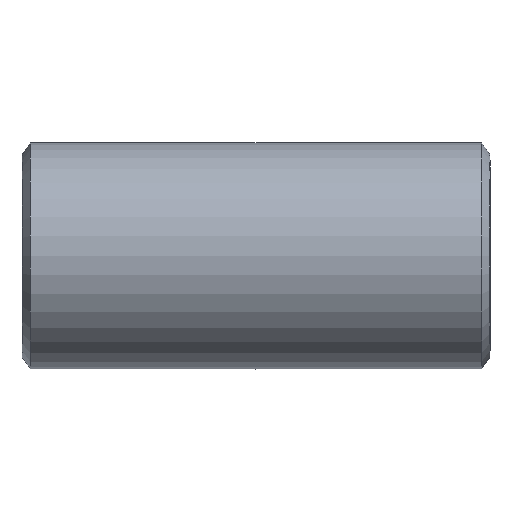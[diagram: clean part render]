
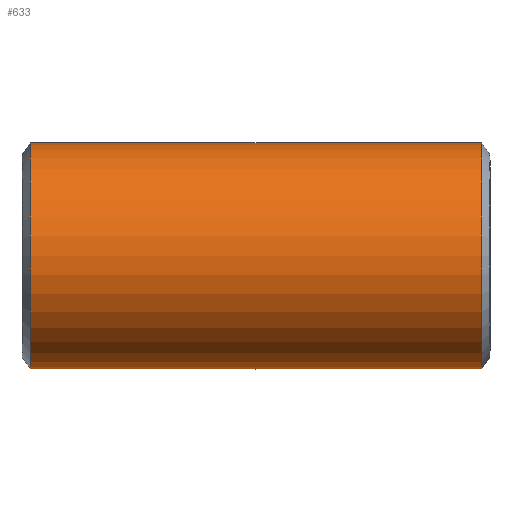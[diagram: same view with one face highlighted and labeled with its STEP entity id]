
A CAD part, top view. The second image highlights one B-rep face of the part: STEP entity #633.
In plain terms, the highlighted cylindrical face has radius 13.5 mm (diameter 27 mm), a full revolution.
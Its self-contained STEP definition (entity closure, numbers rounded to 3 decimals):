
#273 = CARTESIAN_POINT ( 'NONE',  ( 0., -13.5, 0. ) ) ;
#276 = CARTESIAN_POINT ( 'NONE',  ( 0., 13.5, 0. ) ) ;
#289 = VERTEX_POINT ( 'NONE', #290 ) ;
#290 = CARTESIAN_POINT ( 'NONE',  ( 27.001, 0., -13.5 ) ) ;
#299 = VERTEX_POINT ( 'NONE', #300 ) ;
#300 = CARTESIAN_POINT ( 'NONE',  ( -27.001, 0., -13.5 ) ) ;
#325 = EDGE_CURVE ( 'NONE', #658, #655, #556, .T. ) ;
#329 = AXIS2_PLACEMENT_3D ( 'NONE', #687, #688, #689 ) ;
#335 = EDGE_CURVE ( 'NONE', #289, #289, #410, .T. ) ;
#345 = EDGE_CURVE ( 'NONE', #299, #299, #447, .T. ) ;
#360 = EDGE_CURVE ( 'NONE', #655, #658, #562, .T. ) ;
#398 = CYLINDRICAL_SURFACE ( 'NONE', #605, 13.5 ) ;
#410 = CIRCLE ( 'NONE', #329, 13.5 ) ;
#415 = FACE_OUTER_BOUND ( 'NONE', #467, .T. ) ;
#426 = ORIENTED_EDGE ( 'NONE', *, *, #335, .F. ) ;
#437 = EDGE_LOOP ( 'NONE', ( #426 ) ) ;
#438 = ORIENTED_EDGE ( 'NONE', *, *, #345, .T. ) ;
#447 = CIRCLE ( 'NONE', #596, 13.5 ) ;
#466 = EDGE_LOOP ( 'NONE', ( #499, #488 ) ) ;
#467 = EDGE_LOOP ( 'NONE', ( #438 ) ) ;
#488 = ORIENTED_EDGE ( 'NONE', *, *, #360, .T. ) ;
#499 = ORIENTED_EDGE ( 'NONE', *, *, #325, .T. ) ;
#536 = FACE_BOUND ( 'NONE', #466, .T. ) ;
#537 = FACE_OUTER_BOUND ( 'NONE', #437, .T. ) ;
#556 =( BOUNDED_CURVE ( )  B_SPLINE_CURVE ( 3, ( #651, #662, #663, #664 ),
 .UNSPECIFIED., .F., .T. ) 
 B_SPLINE_CURVE_WITH_KNOTS ( ( 4, 4 ),
 ( 1.571, 4.712 ),
 .UNSPECIFIED. ) 
 CURVE ( )  GEOMETRIC_REPRESENTATION_ITEM ( )  RATIONAL_B_SPLINE_CURVE ( ( 1., 0.333, 0.333, 1. ) ) 
 REPRESENTATION_ITEM ( '' )  );
#562 =( BOUNDED_CURVE ( )  B_SPLINE_CURVE ( 3, ( #727, #720, #733, #734 ),
 .UNSPECIFIED., .F., .T. ) 
 B_SPLINE_CURVE_WITH_KNOTS ( ( 4, 4 ),
 ( 1.571, 4.712 ),
 .UNSPECIFIED. ) 
 CURVE ( )  GEOMETRIC_REPRESENTATION_ITEM ( )  RATIONAL_B_SPLINE_CURVE ( ( 1., 0.333, 0.333, 1. ) ) 
 REPRESENTATION_ITEM ( '' )  );
#596 = AXIS2_PLACEMENT_3D ( 'NONE', #704, #711, #712 ) ;
#605 = AXIS2_PLACEMENT_3D ( 'NONE', #730, #749, #750 ) ;
#633 = ADVANCED_FACE ( 'NONE', ( #537, #536, #415 ), #398, .T. ) ;
#651 = CARTESIAN_POINT ( 'NONE',  ( 0., 13.5, 0. ) ) ;
#655 = VERTEX_POINT ( 'NONE', #273 ) ;
#658 = VERTEX_POINT ( 'NONE', #276 ) ;
#662 = CARTESIAN_POINT ( 'NONE',  ( -29.8, 13.5, -27. ) ) ;
#663 = CARTESIAN_POINT ( 'NONE',  ( -29.8, -13.5, -27. ) ) ;
#664 = CARTESIAN_POINT ( 'NONE',  ( 0., -13.5, 0. ) ) ;
#687 = CARTESIAN_POINT ( 'NONE',  ( 27.001, 0., 0. ) ) ;
#688 = DIRECTION ( 'NONE',  ( 1., 0., 0. ) ) ;
#689 = DIRECTION ( 'NONE',  ( 0., 0., -1. ) ) ;
#704 = CARTESIAN_POINT ( 'NONE',  ( -27.001, 0., 0. ) ) ;
#711 = DIRECTION ( 'NONE',  ( 1., 0., 0. ) ) ;
#712 = DIRECTION ( 'NONE',  ( 0., 0., -1. ) ) ;
#720 = CARTESIAN_POINT ( 'NONE',  ( 29.8, -13.5, -27. ) ) ;
#727 = CARTESIAN_POINT ( 'NONE',  ( 0., -13.5, 0. ) ) ;
#730 = CARTESIAN_POINT ( 'NONE',  ( 28., 0., 0. ) ) ;
#733 = CARTESIAN_POINT ( 'NONE',  ( 29.8, 13.5, -27. ) ) ;
#734 = CARTESIAN_POINT ( 'NONE',  ( 0., 13.5, 0. ) ) ;
#749 = DIRECTION ( 'NONE',  ( 1., 0., 0. ) ) ;
#750 = DIRECTION ( 'NONE',  ( 0., 0., -1. ) ) ;
